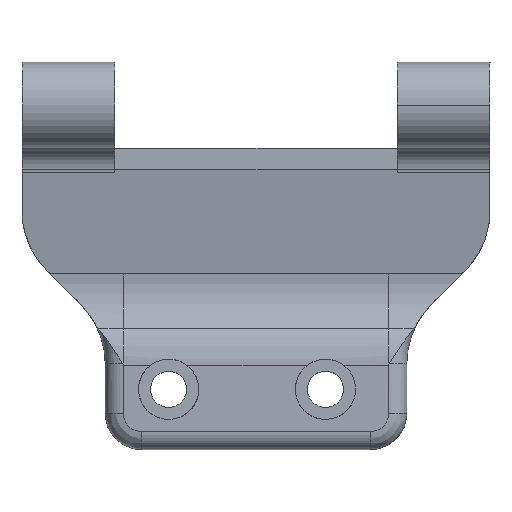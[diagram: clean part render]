
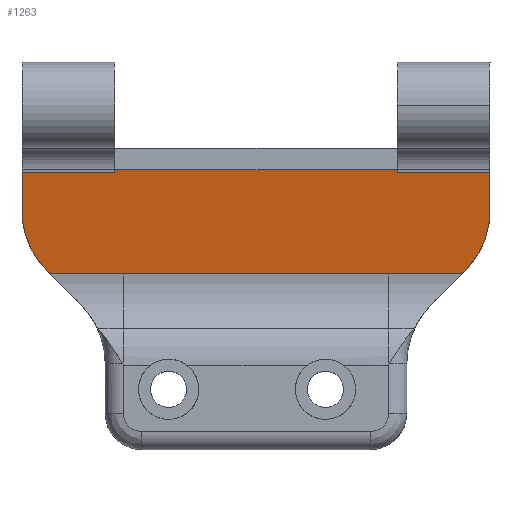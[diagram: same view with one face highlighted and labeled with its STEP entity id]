
A CAD part, top view. The second image highlights one B-rep face of the part: STEP entity #1263.
In plain terms, the highlighted planar face has unit normal (0, -0.176, 0.985).
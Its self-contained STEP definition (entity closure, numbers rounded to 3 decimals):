
#34=PLANE('',#1396);
#60=ELLIPSE('',#1391,7.11,7.);
#61=ELLIPSE('',#1395,7.11,7.);
#106=FACE_OUTER_BOUND('',#180,.T.);
#180=EDGE_LOOP('',(#1024,#1025,#1026,#1027,#1028,#1029,#1030,#1031,#1032,
#1033,#1034,#1035));
#219=LINE('',#1835,#332);
#221=LINE('',#1845,#334);
#222=LINE('',#1874,#335);
#276=LINE('',#2121,#389);
#292=LINE('',#2170,#405);
#293=LINE('',#2173,#406);
#295=LINE('',#2178,#408);
#296=LINE('',#2179,#409);
#297=LINE('',#2180,#410);
#298=LINE('',#2181,#411);
#332=VECTOR('',#1454,5.);
#334=VECTOR('',#1458,5.);
#335=VECTOR('',#1465,5.);
#389=VECTOR('',#1641,10.);
#405=VECTOR('',#1683,10.);
#406=VECTOR('',#1686,10.);
#408=VECTOR('',#1694,10.);
#409=VECTOR('',#1695,10.);
#410=VECTOR('',#1696,10.);
#411=VECTOR('',#1697,10.);
#506=VERTEX_POINT('',#1828);
#509=VERTEX_POINT('',#1833);
#512=VERTEX_POINT('',#1844);
#517=VERTEX_POINT('',#1872);
#554=VERTEX_POINT('',#2039);
#573=VERTEX_POINT('',#2084);
#588=VERTEX_POINT('',#2118);
#589=VERTEX_POINT('',#2120);
#606=VERTEX_POINT('',#2160);
#607=VERTEX_POINT('',#2161);
#609=VERTEX_POINT('',#2168);
#610=VERTEX_POINT('',#2172);
#631=EDGE_CURVE('',#509,#506,#219,.T.);
#634=EDGE_CURVE('',#506,#512,#221,.T.);
#640=EDGE_CURVE('',#517,#509,#222,.T.);
#737=EDGE_CURVE('',#588,#589,#276,.T.);
#758=EDGE_CURVE('',#606,#607,#60,.T.);
#763=EDGE_CURVE('',#609,#606,#292,.T.);
#764=EDGE_CURVE('',#512,#610,#293,.T.);
#766=EDGE_CURVE('',#610,#588,#61,.T.);
#767=EDGE_CURVE('',#607,#517,#295,.T.);
#768=EDGE_CURVE('',#573,#609,#296,.T.);
#769=EDGE_CURVE('',#554,#573,#297,.T.);
#770=EDGE_CURVE('',#589,#554,#298,.T.);
#1024=ORIENTED_EDGE('',*,*,#640,.F.);
#1025=ORIENTED_EDGE('',*,*,#767,.F.);
#1026=ORIENTED_EDGE('',*,*,#758,.F.);
#1027=ORIENTED_EDGE('',*,*,#763,.F.);
#1028=ORIENTED_EDGE('',*,*,#768,.F.);
#1029=ORIENTED_EDGE('',*,*,#769,.F.);
#1030=ORIENTED_EDGE('',*,*,#770,.F.);
#1031=ORIENTED_EDGE('',*,*,#737,.F.);
#1032=ORIENTED_EDGE('',*,*,#766,.F.);
#1033=ORIENTED_EDGE('',*,*,#764,.F.);
#1034=ORIENTED_EDGE('',*,*,#634,.F.);
#1035=ORIENTED_EDGE('',*,*,#631,.F.);
#1263=ADVANCED_FACE('',(#106),#34,.F.);
#1391=AXIS2_PLACEMENT_3D('',#2162,#1675,#1676);
#1395=AXIS2_PLACEMENT_3D('',#2176,#1690,#1691);
#1396=AXIS2_PLACEMENT_3D('',#2177,#1692,#1693);
#1454=DIRECTION('',(-1.,0.,0.));
#1458=DIRECTION('',(-1.,0.,0.));
#1465=DIRECTION('',(-1.,0.,0.));
#1641=DIRECTION('',(0.,0.984,0.176));
#1675=DIRECTION('center_axis',(0.,0.176,-0.984));
#1676=DIRECTION('ref_axis',(0.,-0.984,-0.176));
#1683=DIRECTION('',(0.,-0.984,-0.176));
#1686=DIRECTION('',(-0.702,0.702,0.125));
#1690=DIRECTION('center_axis',(0.,0.176,-0.984));
#1691=DIRECTION('ref_axis',(0.,-0.984,-0.176));
#1692=DIRECTION('center_axis',(0.,0.176,-0.984));
#1693=DIRECTION('ref_axis',(0.,0.984,0.176));
#1694=DIRECTION('',(-0.702,-0.702,-0.125));
#1695=DIRECTION('',(1.,0.,0.));
#1696=DIRECTION('',(1.,0.,0.));
#1697=DIRECTION('',(1.,0.,0.));
#1828=CARTESIAN_POINT('',(9.244,-17.389,2.459));
#1833=CARTESIAN_POINT('',(31.244,-17.389,2.459));
#1835=CARTESIAN_POINT('',(13.669,-17.389,2.459));
#1844=CARTESIAN_POINT('',(3.183,-17.389,2.459));
#1845=CARTESIAN_POINT('',(13.669,-17.389,2.459));
#1872=CARTESIAN_POINT('',(37.305,-17.389,2.459));
#1874=CARTESIAN_POINT('',(13.669,-17.389,2.459));
#2039=CARTESIAN_POINT('',(8.544,-8.752,4.));
#2084=CARTESIAN_POINT('',(31.944,-8.752,4.));
#2118=CARTESIAN_POINT('',(0.844,-12.151,3.394));
#2120=CARTESIAN_POINT('',(0.844,-8.752,4.));
#2121=CARTESIAN_POINT('',(0.844,-11.389,3.53));
#2160=CARTESIAN_POINT('',(39.644,-12.151,3.394));
#2161=CARTESIAN_POINT('',(37.594,-17.101,2.511));
#2162=CARTESIAN_POINT('Origin',(32.644,-12.151,3.394));
#2168=CARTESIAN_POINT('',(39.644,-8.752,4.));
#2170=CARTESIAN_POINT('',(39.644,-18.755,2.216));
#2172=CARTESIAN_POINT('',(2.894,-17.101,2.511));
#2173=CARTESIAN_POINT('',(2.725,-16.932,2.541));
#2176=CARTESIAN_POINT('Origin',(7.844,-12.151,3.394));
#2177=CARTESIAN_POINT('Origin',(0.844,-21.962,1.644));
#2178=CARTESIAN_POINT('',(24.819,-29.876,0.232));
#2179=CARTESIAN_POINT('',(0.844,-8.752,4.));
#2180=CARTESIAN_POINT('',(10.544,-8.752,4.));
#2181=CARTESIAN_POINT('',(0.844,-8.752,4.));
